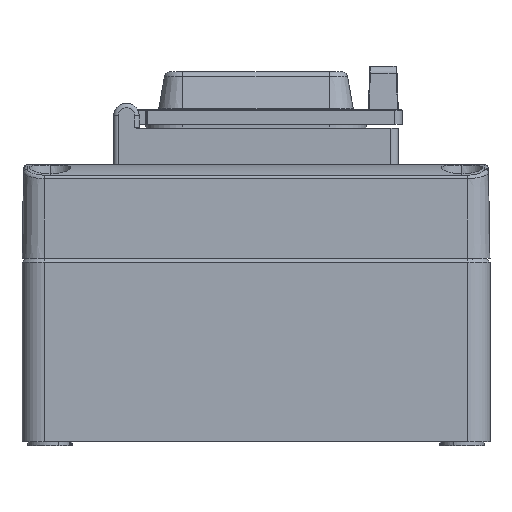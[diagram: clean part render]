
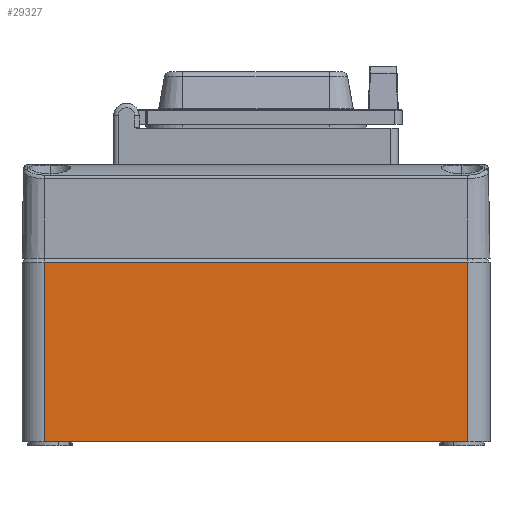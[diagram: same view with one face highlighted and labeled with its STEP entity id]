
A CAD part, front view. The second image highlights one B-rep face of the part: STEP entity #29327.
In plain terms, the highlighted face is planar.
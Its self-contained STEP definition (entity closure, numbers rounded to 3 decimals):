
#353=DIRECTION('',(0.,1.,0.));
#354=VECTOR('',#353,113.);
#355=CARTESIAN_POINT('',(-87.5,-56.5,-1.));
#356=LINE('',#355,#354);
#739=DIRECTION('',(0.,0.,-1.));
#740=VECTOR('',#739,48.);
#741=CARTESIAN_POINT('',(-87.5,56.5,-1.));
#742=LINE('',#741,#740);
#746=DIRECTION('',(0.,1.,0.));
#747=VECTOR('',#746,113.);
#748=CARTESIAN_POINT('',(-87.5,-56.5,-49.));
#749=LINE('',#748,#747);
#753=DIRECTION('',(0.,0.,-1.));
#754=VECTOR('',#753,48.);
#755=CARTESIAN_POINT('',(-87.5,-56.5,-1.));
#756=LINE('',#755,#754);
#25696=CARTESIAN_POINT('',(-87.5,-56.5,-49.));
#25697=VERTEX_POINT('',#25696);
#25698=CARTESIAN_POINT('',(-87.5,56.5,-49.));
#25699=VERTEX_POINT('',#25698);
#26672=CARTESIAN_POINT('',(-87.5,-56.5,-1.));
#26673=VERTEX_POINT('',#26672);
#26676=CARTESIAN_POINT('',(-87.5,56.5,-1.));
#26677=VERTEX_POINT('',#26676);
#29315=CARTESIAN_POINT('',(-87.5,-56.5,0.));
#29316=DIRECTION('',(-1.,0.,0.));
#29317=DIRECTION('',(0.,1.,0.));
#29318=AXIS2_PLACEMENT_3D('',#29315,#29316,#29317);
#29319=PLANE('',#29318);
#29320=ORIENTED_EDGE('',*,*,#29128,.T.);
#29321=ORIENTED_EDGE('',*,*,#29310,.F.);
#29322=ORIENTED_EDGE('',*,*,#29041,.F.);
#29324=ORIENTED_EDGE('',*,*,#29323,.T.);
#29325=EDGE_LOOP('',(#29320,#29321,#29322,#29324));
#29326=FACE_OUTER_BOUND('',#29325,.F.);
#29327=ADVANCED_FACE('',(#29326),#29319,.T.);
#29041=EDGE_CURVE('',#26673,#26677,#356,.T.);
#29128=EDGE_CURVE('',#25697,#25699,#749,.T.);
#29310=EDGE_CURVE('',#26677,#25699,#742,.T.);
#29323=EDGE_CURVE('',#26673,#25697,#756,.T.);
